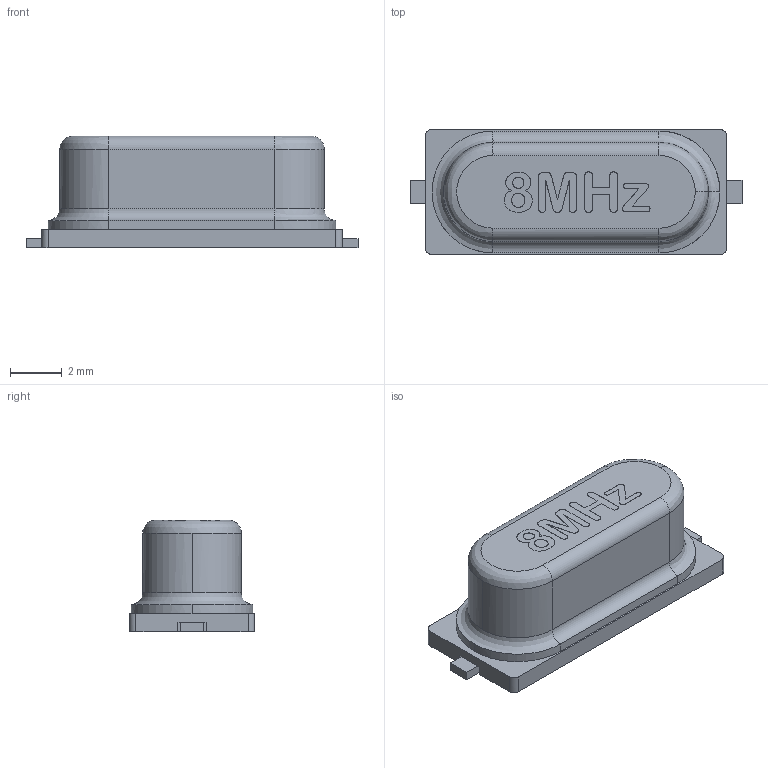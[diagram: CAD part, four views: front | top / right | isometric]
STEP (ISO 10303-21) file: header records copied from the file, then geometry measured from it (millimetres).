
FILE_DESCRIPTION(/* description */ (''),/* implementation_level */ '2;1');
FILE_NAME(/* name */ 'Crystal 49SMT H4,3mm',/* time_stamp */ '2022-05-25T15:21:40+02:00',/* author */ (''),/* organization */ (''),/* preprocessor_version */ 'ST-DEVELOPER v16.5',/* originating_system */ '',/* authorisation */ '');
FILE_SCHEMA (('AUTOMOTIVE_DESIGN'));
Length unit declared in the file: millimetre
Products named in the file (1): Document
Bounding box: 12.8 x 4.83 x 4.3 mm (x, y, z)
Surface area: 275.7 mm2 (no closed solid volume)
Topology: 0 solids, 10 shells, 57 faces, 193 edges, 145 vertices
Faces by surface type: plane 37, bspline 20
Entity records: 3007 total; most frequent: CARTESIAN_POINT 1777, ORIENTED_EDGE 308, EDGE_CURVE 193, B_SPLINE_CURVE_WITH_KNOTS 157, VERTEX_POINT 145, EDGE_LOOP 63, ADVANCED_FACE 57, FACE_OUTER_BOUND 57
